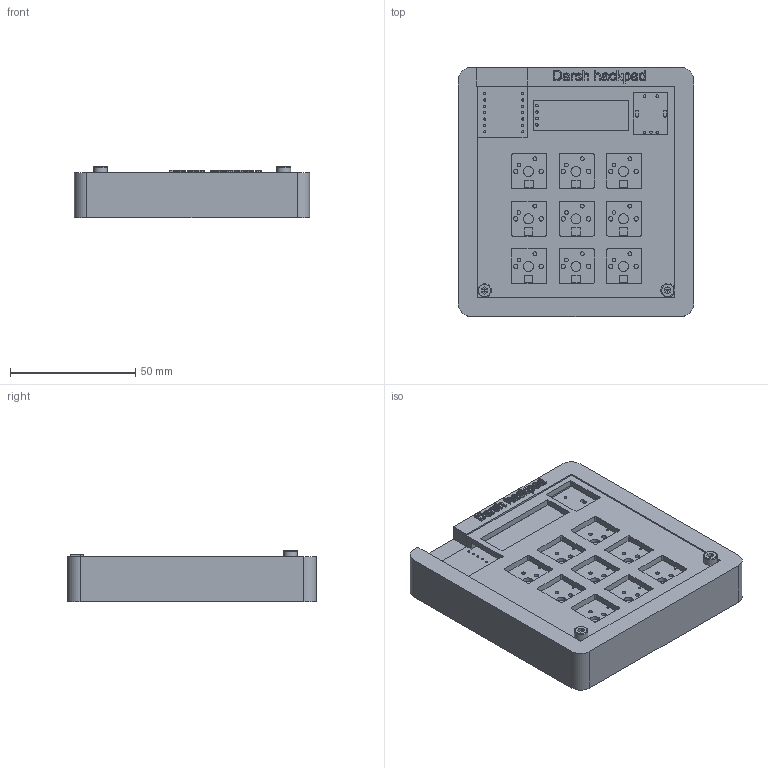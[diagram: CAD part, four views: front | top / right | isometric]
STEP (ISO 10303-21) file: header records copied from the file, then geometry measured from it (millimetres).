
FILE_DESCRIPTION(/* description */ (''),/* implementation_level */ '2;1');
FILE_NAME(/* name */ 'hackpad.step',/* time_stamp */ '2025-12-26T16:19:44-05:00',/* author */ (''),/* organization */ (''),/* preprocessor_version */ 'ST-DEVELOPER v20.1',/* originating_system */ 'Autodesk Translation Framework v14.21.0.0',/* authorisation */ '');
FILE_SCHEMA (('AUTOMOTIVE_DESIGN { 1 0 10303 214 3 1 1 }'));
Length unit declared in the file: millimetre
Products named in the file (4): hackpad; hackpad 1; hackpad_PCB; DIN 912 - M3 x 0.5 x 16 Steel 4.6 Plain
Assembly tree (4 placements, depth 3):
  hackpad
    hackpad 1
      hackpad_PCB
    DIN 912 - M3 x 0.5 x 16 Steel 4.6 Plain  x2
Bounding box: 94.12 x 99.57 x 20.5 mm (x, y, z)
Volume: 133606.6 mm3; surface area: 53213.3 mm2
Topology: 5 solids, 5 shells, 599 faces, 1676 edges, 1109 vertices
Faces by surface type: plane 230, bspline 223, cylinder 140, cone 4, torus 2
Full cylindrical faces by diameter (mm): 0.8 x18, 0.889 x14, 1 x9, 1.5 x18, 1.75 x18, 2.927 x2, 3 x4, 4 x9, 4.026 x2, 5.5 x2
Entity records: 21441 total; most frequent: CARTESIAN_POINT 7109, ORIENTED_EDGE 3280, DIRECTION 2203, EDGE_CURVE 1640, VERTEX_POINT 1090, LINE 915, VECTOR 915, EDGE_LOOP 826
